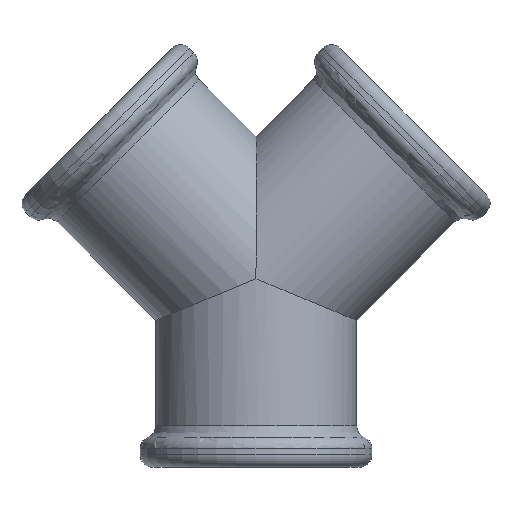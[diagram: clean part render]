
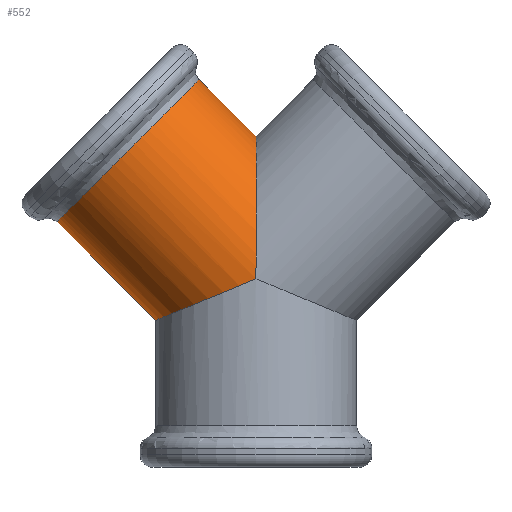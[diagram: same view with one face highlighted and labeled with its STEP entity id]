
A CAD part, left-side view. The second image highlights one B-rep face of the part: STEP entity #552.
In plain terms, the highlighted cylindrical face has radius 16.25 mm (diameter 32.5 mm), a full revolution.
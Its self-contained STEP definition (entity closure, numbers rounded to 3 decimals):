
#37=LINE('',#1173,#50);
#50=VECTOR('',#743,16.25);
#60=ELLIPSE('',#593,17.589,16.25);
#62=ELLIPSE('',#625,22.981,16.25);
#63=ELLIPSE('',#626,22.981,16.25);
#68=CYLINDRICAL_SURFACE('',#624,16.25);
#84=FACE_OUTER_BOUND('',#115,.T.);
#115=EDGE_LOOP('',(#401,#402,#403,#404,#405,#406));
#141=B_SPLINE_CURVE_WITH_KNOTS('',3,(#1153,#1154,#1155,#1156,#1157,#1158,
#1159,#1160,#1161,#1162,#1163,#1164,#1165,#1166,#1167,#1168,#1169,#1170),
 .UNSPECIFIED.,.T.,.F.,(4,1,1,1,1,1,1,1,1,1,1,1,1,1,1,4),(0.,0.814,
1.628,2.442,3.257,4.342,4.885,
5.428,6.513,7.599,8.141,8.684,
9.77,10.584,10.991,11.398),
 .UNSPECIFIED.);
#205=VERTEX_POINT('',#984);
#206=VERTEX_POINT('',#985);
#225=VERTEX_POINT('',#1127);
#228=VERTEX_POINT('',#1172);
#262=EDGE_CURVE('',#205,#206,#60,.T.);
#291=EDGE_CURVE('',#225,#225,#141,.T.);
#292=EDGE_CURVE('',#225,#228,#37,.T.);
#293=EDGE_CURVE('',#206,#228,#62,.T.);
#294=EDGE_CURVE('',#228,#205,#63,.T.);
#401=ORIENTED_EDGE('',*,*,#291,.F.);
#402=ORIENTED_EDGE('',*,*,#292,.T.);
#403=ORIENTED_EDGE('',*,*,#293,.F.);
#404=ORIENTED_EDGE('',*,*,#262,.F.);
#405=ORIENTED_EDGE('',*,*,#294,.F.);
#406=ORIENTED_EDGE('',*,*,#292,.F.);
#552=ADVANCED_FACE('',(#84),#68,.T.);
#593=AXIS2_PLACEMENT_3D('',#986,#676,#677);
#624=AXIS2_PLACEMENT_3D('',#1171,#741,#742);
#625=AXIS2_PLACEMENT_3D('',#1174,#744,#745);
#626=AXIS2_PLACEMENT_3D('',#1175,#746,#747);
#676=DIRECTION('center_axis',(0.,-0.383,-0.924));
#677=DIRECTION('ref_axis',(0.,0.924,-0.383));
#741=DIRECTION('center_axis',(0.,-0.707,-0.707));
#742=DIRECTION('ref_axis',(0.,0.707,-0.707));
#743=DIRECTION('',(0.,-0.707,-0.707));
#744=DIRECTION('center_axis',(0.,-1.,0.));
#745=DIRECTION('ref_axis',(0.,0.,-1.));
#746=DIRECTION('center_axis',(0.,-1.,0.));
#747=DIRECTION('ref_axis',(0.,0.,-1.));
#984=CARTESIAN_POINT('',(-16.25,0.,30.5));
#985=CARTESIAN_POINT('',(16.25,0.,30.5));
#986=CARTESIAN_POINT('Origin',(0.,0.,30.5));
#1127=CARTESIAN_POINT('',(0.,9.222,62.703));
#1153=CARTESIAN_POINT('Ctrl Pts',(0.,9.222,
62.703));
#1154=CARTESIAN_POINT('Ctrl Pts',(2.416,9.222,62.703));
#1155=CARTESIAN_POINT('Ctrl Pts',(7.253,9.992,61.933));
#1156=CARTESIAN_POINT('Ctrl Pts',(13.128,13.292,58.633));
#1157=CARTESIAN_POINT('Ctrl Pts',(16.374,18.048,53.877));
#1158=CARTESIAN_POINT('Ctrl Pts',(16.399,23.932,47.993));
#1159=CARTESIAN_POINT('Ctrl Pts',(12.596,28.606,43.319));
#1160=CARTESIAN_POINT('Ctrl Pts',(7.171,31.211,40.714));
#1161=CARTESIAN_POINT('Ctrl Pts',(0.91,32.595,39.33));
#1162=CARTESIAN_POINT('Ctrl Pts',(-7.472,31.711,40.214));
#1163=CARTESIAN_POINT('Ctrl Pts',(-13.692,27.63,44.295));
#1164=CARTESIAN_POINT('Ctrl Pts',(-16.072,23.316,48.609));
#1165=CARTESIAN_POINT('Ctrl Pts',(-16.584,18.687,53.238));
#1166=CARTESIAN_POINT('Ctrl Pts',(-13.805,13.672,58.253));
#1167=CARTESIAN_POINT('Ctrl Pts',(-8.26,10.556,61.369));
#1168=CARTESIAN_POINT('Ctrl Pts',(-3.656,9.418,62.507));
#1169=CARTESIAN_POINT('Ctrl Pts',(-1.208,9.222,62.703));
#1170=CARTESIAN_POINT('Ctrl Pts',(0.,9.222,
62.703));
#1171=CARTESIAN_POINT('Origin',(0.,10.96,41.46));
#1172=CARTESIAN_POINT('',(0.,0.,53.481));
#1173=CARTESIAN_POINT('',(0.,-0.53,52.951));
#1174=CARTESIAN_POINT('Origin',(0.,0.,30.5));
#1175=CARTESIAN_POINT('Origin',(0.,0.,30.5));
